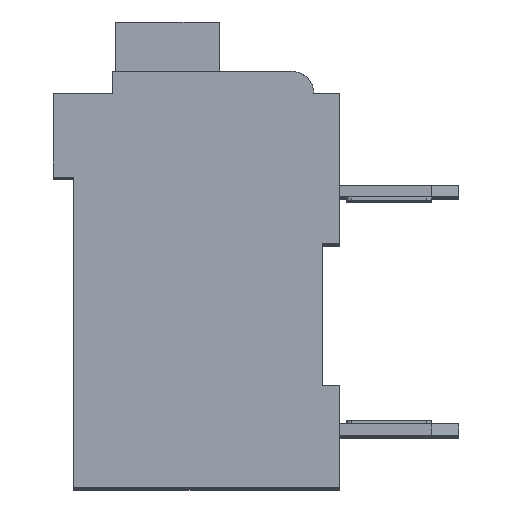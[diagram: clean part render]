
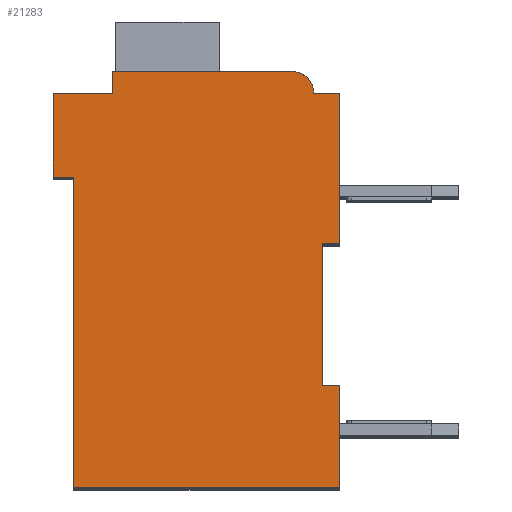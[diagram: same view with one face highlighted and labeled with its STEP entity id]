
A CAD part, top view. The second image highlights one B-rep face of the part: STEP entity #21283.
In plain terms, the highlighted planar face has unit normal (0, 0, 1).
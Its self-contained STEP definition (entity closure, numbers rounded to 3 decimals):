
#6482=DIRECTION('',(1.,0.,0.));
#6483=VECTOR('',#6482,0.5);
#6484=CARTESIAN_POINT('',(7.3,7.15,2.1));
#6485=LINE('',#6484,#6483);
#6486=DIRECTION('',(0.,1.,0.));
#6487=VECTOR('',#6486,4.15);
#6488=CARTESIAN_POINT('',(7.3,3.,2.1));
#6489=LINE('',#6488,#6487);
#6490=DIRECTION('',(-1.,0.,0.));
#6491=VECTOR('',#6490,0.5);
#6492=CARTESIAN_POINT('',(7.8,3.,2.1));
#6493=LINE('',#6492,#6491);
#6494=DIRECTION('',(0.,1.,0.));
#6495=VECTOR('',#6494,3.);
#6496=CARTESIAN_POINT('',(7.8,0.,2.1));
#6497=LINE('',#6496,#6495);
#6498=DIRECTION('',(1.,0.,0.));
#6499=VECTOR('',#6498,7.8);
#6500=CARTESIAN_POINT('',(0.,0.,2.1));
#6501=LINE('',#6500,#6499);
#6502=DIRECTION('',(0.,-1.,0.));
#6503=VECTOR('',#6502,9.1);
#6504=CARTESIAN_POINT('',(0.,9.1,2.1));
#6505=LINE('',#6504,#6503);
#6506=DIRECTION('',(1.,0.,0.));
#6507=VECTOR('',#6506,0.6);
#6508=CARTESIAN_POINT('',(-0.6,9.1,2.1));
#6509=LINE('',#6508,#6507);
#6510=DIRECTION('',(0.,-1.,0.));
#6511=VECTOR('',#6510,2.45);
#6512=CARTESIAN_POINT('',(-0.6,11.55,2.1));
#6513=LINE('',#6512,#6511);
#6514=DIRECTION('',(-1.,0.,0.));
#6515=VECTOR('',#6514,1.75);
#6516=CARTESIAN_POINT('',(1.15,11.55,2.1));
#6517=LINE('',#6516,#6515);
#6518=DIRECTION('',(0.,-1.,0.));
#6519=VECTOR('',#6518,0.65);
#6520=CARTESIAN_POINT('',(1.15,12.2,2.1));
#6521=LINE('',#6520,#6519);
#6522=DIRECTION('',(-1.,0.,0.));
#6523=VECTOR('',#6522,5.25);
#6524=CARTESIAN_POINT('',(6.4,12.2,2.1));
#6525=LINE('',#6524,#6523);
#6526=CARTESIAN_POINT('',(6.4,11.55,2.1));
#6527=DIRECTION('',(0.,0.,1.));
#6528=DIRECTION('',(1.,0.,0.));
#6529=AXIS2_PLACEMENT_3D('',#6526,#6527,#6528);
#6531=DIRECTION('',(-1.,0.,0.));
#6532=VECTOR('',#6531,0.75);
#6533=CARTESIAN_POINT('',(7.8,11.55,2.1));
#6534=LINE('',#6533,#6532);
#6535=DIRECTION('',(0.,1.,0.));
#6536=VECTOR('',#6535,4.4);
#6537=CARTESIAN_POINT('',(7.8,7.15,2.1));
#6538=LINE('',#6537,#6536);
#10363=CARTESIAN_POINT('',(7.3,7.15,2.1));
#10364=CARTESIAN_POINT('',(7.8,7.15,2.1));
#10365=VERTEX_POINT('',#10363);
#10366=VERTEX_POINT('',#10364);
#10367=CARTESIAN_POINT('',(7.8,11.55,2.1));
#10368=VERTEX_POINT('',#10367);
#10369=CARTESIAN_POINT('',(7.05,11.55,2.1));
#10370=VERTEX_POINT('',#10369);
#10371=CARTESIAN_POINT('',(6.4,12.2,2.1));
#10372=VERTEX_POINT('',#10371);
#10373=CARTESIAN_POINT('',(1.15,12.2,2.1));
#10374=VERTEX_POINT('',#10373);
#10375=CARTESIAN_POINT('',(1.15,11.55,2.1));
#10376=VERTEX_POINT('',#10375);
#10377=CARTESIAN_POINT('',(-0.6,11.55,2.1));
#10378=VERTEX_POINT('',#10377);
#10379=CARTESIAN_POINT('',(-0.6,9.1,2.1));
#10380=VERTEX_POINT('',#10379);
#10381=CARTESIAN_POINT('',(0.,9.1,2.1));
#10382=VERTEX_POINT('',#10381);
#10383=CARTESIAN_POINT('',(0.,0.,2.1));
#10384=VERTEX_POINT('',#10383);
#10385=CARTESIAN_POINT('',(7.8,0.,2.1));
#10386=VERTEX_POINT('',#10385);
#10387=CARTESIAN_POINT('',(7.8,3.,2.1));
#10388=VERTEX_POINT('',#10387);
#10389=CARTESIAN_POINT('',(7.3,3.,2.1));
#10390=VERTEX_POINT('',#10389);
#21262=CARTESIAN_POINT('',(0.,0.,2.1));
#21263=DIRECTION('',(0.,0.,1.));
#21264=DIRECTION('',(1.,0.,0.));
#21265=AXIS2_PLACEMENT_3D('',#21262,#21263,#21264);
#21266=PLANE('',#21265);
#21267=ORIENTED_EDGE('',*,*,#13636,.F.);
#21268=ORIENTED_EDGE('',*,*,#14162,.F.);
#21269=ORIENTED_EDGE('',*,*,#17990,.F.);
#21270=ORIENTED_EDGE('',*,*,#18255,.F.);
#21271=ORIENTED_EDGE('',*,*,#18568,.F.);
#21272=ORIENTED_EDGE('',*,*,#18989,.F.);
#21273=ORIENTED_EDGE('',*,*,#19184,.F.);
#21274=ORIENTED_EDGE('',*,*,#19358,.F.);
#21275=ORIENTED_EDGE('',*,*,#19619,.F.);
#21276=ORIENTED_EDGE('',*,*,#20132,.F.);
#21277=ORIENTED_EDGE('',*,*,#20530,.F.);
#21278=ORIENTED_EDGE('',*,*,#19670,.F.);
#21279=ORIENTED_EDGE('',*,*,#19983,.F.);
#21280=ORIENTED_EDGE('',*,*,#14057,.F.);
#21281=EDGE_LOOP('',(#21267,#21268,#21269,#21270,#21271,#21272,#21273,#21274,
#21275,#21276,#21277,#21278,#21279,#21280));
#21282=FACE_OUTER_BOUND('',#21281,.F.);
#6530=CIRCLE('',#6529,0.65);
#13636=EDGE_CURVE('',#10365,#10366,#6485,.T.);
#14057=EDGE_CURVE('',#10366,#10368,#6538,.T.);
#14162=EDGE_CURVE('',#10390,#10365,#6489,.T.);
#17990=EDGE_CURVE('',#10388,#10390,#6493,.T.);
#18255=EDGE_CURVE('',#10386,#10388,#6497,.T.);
#18568=EDGE_CURVE('',#10384,#10386,#6501,.T.);
#18989=EDGE_CURVE('',#10382,#10384,#6505,.T.);
#19184=EDGE_CURVE('',#10380,#10382,#6509,.T.);
#19358=EDGE_CURVE('',#10378,#10380,#6513,.T.);
#19619=EDGE_CURVE('',#10376,#10378,#6517,.T.);
#19670=EDGE_CURVE('',#10370,#10372,#6530,.T.);
#19983=EDGE_CURVE('',#10368,#10370,#6534,.T.);
#20132=EDGE_CURVE('',#10374,#10376,#6521,.T.);
#20530=EDGE_CURVE('',#10372,#10374,#6525,.T.);
#21283=ADVANCED_FACE('',(#21282),#21266,.T.);
